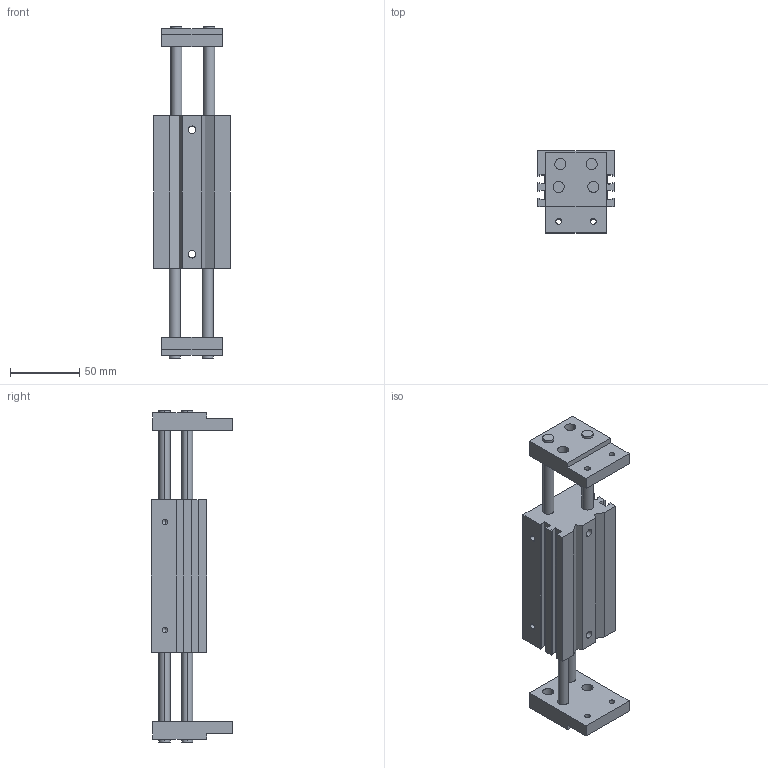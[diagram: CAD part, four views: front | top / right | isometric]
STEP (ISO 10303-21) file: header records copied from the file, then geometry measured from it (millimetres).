
FILE_DESCRIPTION (( 'STEP AP203' ), '1' );
FILE_NAME ('CX16-203.STEP', '2010-03-30T05:14:59', ( '123' ), ( '' ), 'SwSTEP 2.0', 'SolidWorks 2009', '' );
FILE_SCHEMA (( 'CONFIG_CONTROL_DESIGN' ));
Length unit declared in the file: millimetre
Products named in the file (1): CX16-203
Bounding box: 55 x 59 x 240 mm (x, y, z)
Volume: 287755 mm3; surface area: 55460.9 mm2
Topology: 1 solids, 1 shells, 145 faces, 380 edges, 240 vertices
Faces by surface type: plane 70, cylinder 59, cone 16
Entity records: 4477 total; most frequent: DIRECTION 774, CARTESIAN_POINT 750, ORIENTED_EDGE 728, EDGE_CURVE 364, AXIS2_PLACEMENT_3D 264, VECTOR 246, LINE 246, VERTEX_POINT 240
